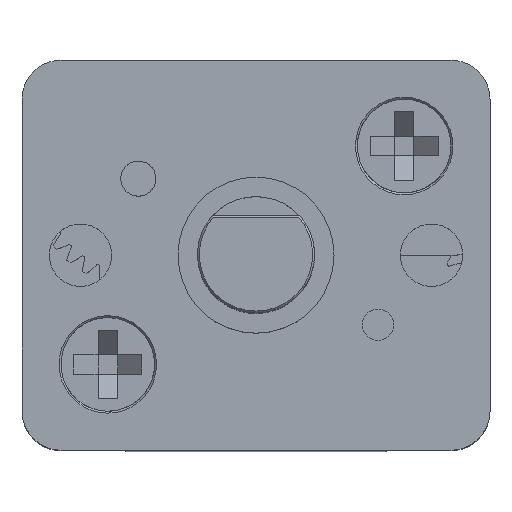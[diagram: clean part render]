
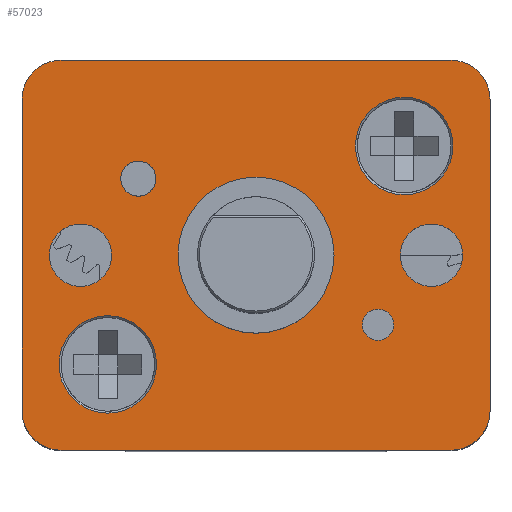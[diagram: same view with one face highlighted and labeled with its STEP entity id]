
A CAD part, top view. The second image highlights one B-rep face of the part: STEP entity #57023.
In plain terms, the highlighted planar face has unit normal (0, 0, 1).
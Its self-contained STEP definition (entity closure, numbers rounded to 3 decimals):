
#593 = EDGE_CURVE ( 'NONE', #45102, #105928, #58332, .T. ) ;
#880 = EDGE_CURVE ( 'NONE', #105928, #50818, #31787, .T. ) ;
#1105 = VERTEX_POINT ( 'NONE', #57202 ) ;
#1181 = DIRECTION ( 'NONE',  ( 1., 0., 0. ) ) ;
#2033 = DIRECTION ( 'NONE',  ( 0., 0., -1. ) ) ;
#2551 = VERTEX_POINT ( 'NONE', #38936 ) ;
#2771 = CARTESIAN_POINT ( 'NONE',  ( 5.3, 0., 9. ) ) ;
#3342 = CARTESIAN_POINT ( 'NONE',  ( -5., 5., 9. ) ) ;
#3960 = DIRECTION ( 'NONE',  ( -1., 0., 0. ) ) ;
#4022 = CIRCLE ( 'NONE', #96662, 2. ) ;
#4873 = CARTESIAN_POINT ( 'NONE',  ( -6., 4., 9. ) ) ;
#5627 = ORIENTED_EDGE ( 'NONE', *, *, #62550, .F. ) ;
#5913 = CARTESIAN_POINT ( 'NONE',  ( 5., 5., 9. ) ) ;
#6204 = AXIS2_PLACEMENT_3D ( 'NONE', #110627, #75665, #74876 ) ;
#6703 = ORIENTED_EDGE ( 'NONE', *, *, #109497, .F. ) ;
#7788 = CARTESIAN_POINT ( 'NONE',  ( 5., -4., 9. ) ) ;
#8103 = VERTEX_POINT ( 'NONE', #61810 ) ;
#8151 = VECTOR ( 'NONE', #89137, 1000. ) ;
#8520 = CARTESIAN_POINT ( 'NONE',  ( 6., 5., 9. ) ) ;
#9447 = VERTEX_POINT ( 'NONE', #35980 ) ;
#9787 = EDGE_CURVE ( 'NONE', #38829, #38829, #65107, .T. ) ;
#11252 = FACE_BOUND ( 'NONE', #44206, .T. ) ;
#12252 = DIRECTION ( 'NONE',  ( 1., 0., 0. ) ) ;
#12817 = AXIS2_PLACEMENT_3D ( 'NONE', #33962, #104671, #58847 ) ;
#13047 = ORIENTED_EDGE ( 'NONE', *, *, #91545, .F. ) ;
#15276 = ORIENTED_EDGE ( 'NONE', *, *, #94603, .F. ) ;
#18308 = CARTESIAN_POINT ( 'NONE',  ( 6., -4., 9. ) ) ;
#18475 = CIRCLE ( 'NONE', #19882, 0.8 ) ;
#18756 = CARTESIAN_POINT ( 'NONE',  ( 0., 0., 9. ) ) ;
#19363 = DIRECTION ( 'NONE',  ( 0., 0., -1. ) ) ;
#19882 = AXIS2_PLACEMENT_3D ( 'NONE', #104385, #103599, #41118 ) ;
#20489 = LINE ( 'NONE', #8520, #69103 ) ;
#20665 = VERTEX_POINT ( 'NONE', #84000 ) ;
#23002 = AXIS2_PLACEMENT_3D ( 'NONE', #58170, #65917, #102797 ) ;
#26614 = FACE_BOUND ( 'NONE', #100461, .T. ) ;
#27045 = AXIS2_PLACEMENT_3D ( 'NONE', #7788, #35381, #90188 ) ;
#27530 = CARTESIAN_POINT ( 'NONE',  ( -5., 4., 9. ) ) ;
#28910 = AXIS2_PLACEMENT_3D ( 'NONE', #27530, #19363, #12252 ) ;
#29999 = CARTESIAN_POINT ( 'NONE',  ( 2., 0., 9. ) ) ;
#31787 = LINE ( 'NONE', #97985, #8151 ) ;
#31910 = CARTESIAN_POINT ( 'NONE',  ( -2.567, 1.964, 9. ) ) ;
#32636 = ORIENTED_EDGE ( 'NONE', *, *, #74311, .F. ) ;
#33094 = EDGE_LOOP ( 'NONE', ( #36192 ) ) ;
#33927 = ORIENTED_EDGE ( 'NONE', *, *, #91550, .F. ) ;
#33962 = CARTESIAN_POINT ( 'NONE',  ( 3.128, -1.782, 9. ) ) ;
#34324 = CARTESIAN_POINT ( 'NONE',  ( 4.5, 0., 9. ) ) ;
#34734 = DIRECTION ( 'NONE',  ( 0., 0., -1. ) ) ;
#35347 = DIRECTION ( 'NONE',  ( 0., -1., 0. ) ) ;
#35381 = DIRECTION ( 'NONE',  ( 0., 0., -1. ) ) ;
#35482 = ORIENTED_EDGE ( 'NONE', *, *, #105319, .F. ) ;
#35980 = CARTESIAN_POINT ( 'NONE',  ( -6., -4., 9. ) ) ;
#36192 = ORIENTED_EDGE ( 'NONE', *, *, #9787, .F. ) ;
#36444 = AXIS2_PLACEMENT_3D ( 'NONE', #48730, #49500, #3960 ) ;
#37062 = CARTESIAN_POINT ( 'NONE',  ( -3.8, -2.8, 9. ) ) ;
#38177 = CIRCLE ( 'NONE', #27045, 1. ) ;
#38829 = VERTEX_POINT ( 'NONE', #2771 ) ;
#38936 = CARTESIAN_POINT ( 'NONE',  ( 3.528, -1.782, 9. ) ) ;
#39071 = CARTESIAN_POINT ( 'NONE',  ( -6., -5., 9. ) ) ;
#41118 = DIRECTION ( 'NONE',  ( 1., 0., 0. ) ) ;
#43329 = CARTESIAN_POINT ( 'NONE',  ( -6., 5., 9. ) ) ;
#44068 = EDGE_CURVE ( 'NONE', #48102, #108387, #20489, .T. ) ;
#44206 = EDGE_LOOP ( 'NONE', ( #15276 ) ) ;
#44695 = VERTEX_POINT ( 'NONE', #55075 ) ;
#45102 = VERTEX_POINT ( 'NONE', #4873 ) ;
#48102 = VERTEX_POINT ( 'NONE', #108083 ) ;
#48500 = CIRCLE ( 'NONE', #12817, 0.4 ) ;
#48730 = CARTESIAN_POINT ( 'NONE',  ( 3.8, 2.8, 9. ) ) ;
#49500 = DIRECTION ( 'NONE',  ( 0., 0., -1. ) ) ;
#49929 = ORIENTED_EDGE ( 'NONE', *, *, #114466, .F. ) ;
#49938 = LINE ( 'NONE', #69289, #112454 ) ;
#50818 = VERTEX_POINT ( 'NONE', #5913 ) ;
#53960 = EDGE_LOOP ( 'NONE', ( #98718 ) ) ;
#55075 = CARTESIAN_POINT ( 'NONE',  ( -5., -5., 9. ) ) ;
#57023 = ADVANCED_FACE ( 'NONE', ( #79444, #80759, #65466, #11252, #57136, #26614, #86401, #68278 ), #78253, .F. ) ;
#57136 = FACE_BOUND ( 'NONE', #100324, .T. ) ;
#57202 = CARTESIAN_POINT ( 'NONE',  ( 2.55, 2.8, 9. ) ) ;
#57999 = AXIS2_PLACEMENT_3D ( 'NONE', #43329, #34734, #61555 ) ;
#58170 = CARTESIAN_POINT ( 'NONE',  ( 5., 4., 9. ) ) ;
#58332 = CIRCLE ( 'NONE', #28910, 1. ) ;
#58847 = DIRECTION ( 'NONE',  ( 1., 0., 0. ) ) ;
#59473 = CIRCLE ( 'NONE', #23002, 1. ) ;
#61555 = DIRECTION ( 'NONE',  ( 1., 0., 0. ) ) ;
#61810 = CARTESIAN_POINT ( 'NONE',  ( 5., -5., 9. ) ) ;
#62550 = EDGE_CURVE ( 'NONE', #95839, #95839, #4022, .T. ) ;
#64160 = DIRECTION ( 'NONE',  ( 0., 0., 1. ) ) ;
#65107 = CIRCLE ( 'NONE', #113061, 0.8 ) ;
#65466 = FACE_BOUND ( 'NONE', #33094, .T. ) ;
#65917 = DIRECTION ( 'NONE',  ( 0., 0., -1. ) ) ;
#66255 = EDGE_LOOP ( 'NONE', ( #89838 ) ) ;
#66962 = AXIS2_PLACEMENT_3D ( 'NONE', #101107, #84450, #83667 ) ;
#68278 = FACE_OUTER_BOUND ( 'NONE', #93289, .T. ) ;
#69103 = VECTOR ( 'NONE', #35347, 1000. ) ;
#69289 = CARTESIAN_POINT ( 'NONE',  ( -6., 5., 9. ) ) ;
#69757 = CIRCLE ( 'NONE', #84292, 1.25 ) ;
#71570 = EDGE_CURVE ( 'NONE', #50818, #48102, #59473, .T. ) ;
#72044 = EDGE_CURVE ( 'NONE', #1105, #1105, #73757, .T. ) ;
#72383 = DIRECTION ( 'NONE',  ( -1., 0., 0. ) ) ;
#73041 = EDGE_LOOP ( 'NONE', ( #33927 ) ) ;
#73757 = CIRCLE ( 'NONE', #36444, 1.25 ) ;
#74311 = EDGE_CURVE ( 'NONE', #8103, #44695, #92673, .T. ) ;
#74876 = DIRECTION ( 'NONE',  ( 1., 0., 0. ) ) ;
#75665 = DIRECTION ( 'NONE',  ( 0., 0., -1. ) ) ;
#78253 = PLANE ( 'NONE',  #57999 ) ;
#78366 = ORIENTED_EDGE ( 'NONE', *, *, #44068, .F. ) ;
#79444 = FACE_BOUND ( 'NONE', #53960, .T. ) ;
#80430 = VERTEX_POINT ( 'NONE', #101437 ) ;
#80759 = FACE_BOUND ( 'NONE', #66255, .T. ) ;
#80805 = EDGE_CURVE ( 'NONE', #20665, #20665, #69757, .T. ) ;
#83667 = DIRECTION ( 'NONE',  ( 1., 0., 0. ) ) ;
#84000 = CARTESIAN_POINT ( 'NONE',  ( -5.05, -2.8, 9. ) ) ;
#84292 = AXIS2_PLACEMENT_3D ( 'NONE', #37062, #2033, #72383 ) ;
#84450 = DIRECTION ( 'NONE',  ( 0., 0., 1. ) ) ;
#85014 = CIRCLE ( 'NONE', #6204, 1. ) ;
#86401 = FACE_BOUND ( 'NONE', #73041, .T. ) ;
#86461 = DIRECTION ( 'NONE',  ( 0., 0., 1. ) ) ;
#89137 = DIRECTION ( 'NONE',  ( 1., 0., 0. ) ) ;
#89838 = ORIENTED_EDGE ( 'NONE', *, *, #72044, .T. ) ;
#90188 = DIRECTION ( 'NONE',  ( 1., 0., 0. ) ) ;
#91545 = EDGE_CURVE ( 'NONE', #9447, #45102, #49938, .T. ) ;
#91550 = EDGE_CURVE ( 'NONE', #2551, #2551, #48500, .T. ) ;
#91866 = ORIENTED_EDGE ( 'NONE', *, *, #880, .F. ) ;
#92673 = LINE ( 'NONE', #39071, #103798 ) ;
#93289 = EDGE_LOOP ( 'NONE', ( #49929, #32636, #35482, #78366, #95741, #91866, #103222, #13047 ) ) ;
#94603 = EDGE_CURVE ( 'NONE', #80430, #80430, #18475, .T. ) ;
#95354 = DIRECTION ( 'NONE',  ( 0., 1., 0. ) ) ;
#95741 = ORIENTED_EDGE ( 'NONE', *, *, #71570, .F. ) ;
#95839 = VERTEX_POINT ( 'NONE', #29999 ) ;
#96662 = AXIS2_PLACEMENT_3D ( 'NONE', #18756, #64160, #1181 ) ;
#97985 = CARTESIAN_POINT ( 'NONE',  ( -6., 5., 9. ) ) ;
#98463 = VERTEX_POINT ( 'NONE', #31910 ) ;
#98718 = ORIENTED_EDGE ( 'NONE', *, *, #80805, .T. ) ;
#100324 = EDGE_LOOP ( 'NONE', ( #5627 ) ) ;
#100461 = EDGE_LOOP ( 'NONE', ( #6703 ) ) ;
#101107 = CARTESIAN_POINT ( 'NONE',  ( -3.017, 1.964, 9. ) ) ;
#101437 = CARTESIAN_POINT ( 'NONE',  ( -3.7, 0., 9. ) ) ;
#102797 = DIRECTION ( 'NONE',  ( 1., 0., 0. ) ) ;
#103222 = ORIENTED_EDGE ( 'NONE', *, *, #593, .F. ) ;
#103599 = DIRECTION ( 'NONE',  ( 0., 0., 1. ) ) ;
#103798 = VECTOR ( 'NONE', #109371, 1000. ) ;
#104385 = CARTESIAN_POINT ( 'NONE',  ( -4.5, 0., 9. ) ) ;
#104671 = DIRECTION ( 'NONE',  ( 0., 0., 1. ) ) ;
#105319 = EDGE_CURVE ( 'NONE', #108387, #8103, #38177, .T. ) ;
#105422 = DIRECTION ( 'NONE',  ( 1., 0., 0. ) ) ;
#105928 = VERTEX_POINT ( 'NONE', #3342 ) ;
#108083 = CARTESIAN_POINT ( 'NONE',  ( 6., 4., 9. ) ) ;
#108387 = VERTEX_POINT ( 'NONE', #18308 ) ;
#109371 = DIRECTION ( 'NONE',  ( -1., 0., 0. ) ) ;
#109497 = EDGE_CURVE ( 'NONE', #98463, #98463, #111715, .T. ) ;
#110627 = CARTESIAN_POINT ( 'NONE',  ( -5., -4., 9. ) ) ;
#111715 = CIRCLE ( 'NONE', #66962, 0.45 ) ;
#112454 = VECTOR ( 'NONE', #95354, 1000. ) ;
#113061 = AXIS2_PLACEMENT_3D ( 'NONE', #34324, #86461, #105422 ) ;
#114466 = EDGE_CURVE ( 'NONE', #44695, #9447, #85014, .T. ) ;
